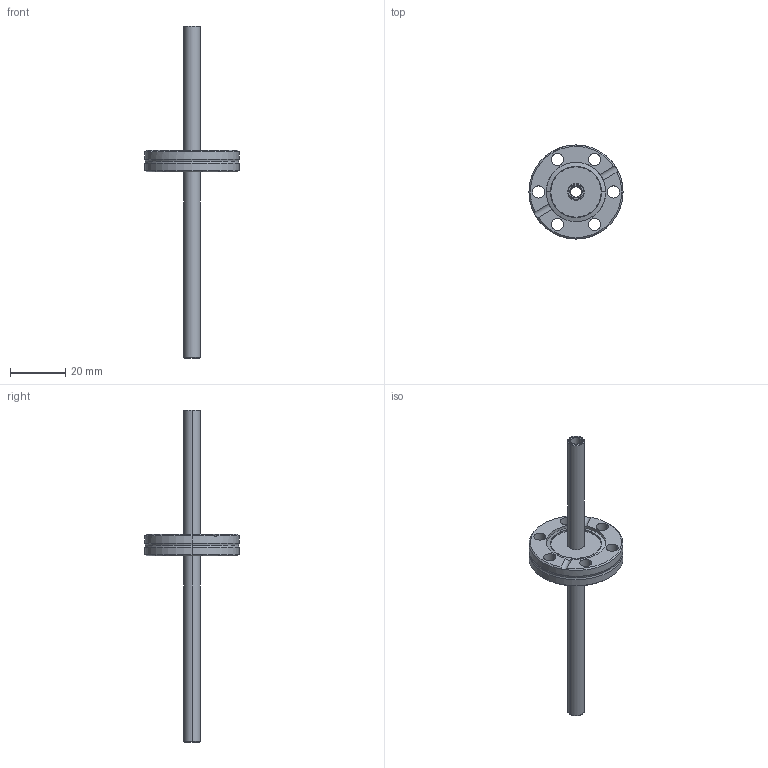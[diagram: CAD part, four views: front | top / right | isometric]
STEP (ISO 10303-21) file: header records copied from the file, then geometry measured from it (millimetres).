
FILE_DESCRIPTION (( 'STEP AP214' ), '1' );
FILE_NAME ('420XFL016-PP.stp', '2017-06-01T05:10:28', ( '' ), ( '' ), 'SwSTEP 2.0', 'SolidWorks 2015', '' );
FILE_SCHEMA (( 'AUTOMOTIVE_DESIGN' ));
Length unit declared in the file: millimetre
Products named in the file (1): 420XFL016-PP
Bounding box: 34 x 34 x 120 mm (x, y, z)
Volume: 7562.2 mm3; surface area: 6774 mm2
Topology: 1 solids, 1 shells, 55 faces, 130 edges, 79 vertices
Faces by surface type: cylinder 26, cone 17, torus 6, plane 6
Entity records: 2306 total; most frequent: CARTESIAN_POINT 321, DIRECTION 313, ORIENTED_EDGE 260, AXIS2_PLACEMENT_3D 135, EDGE_CURVE 130, VERTEX_POINT 79, CIRCLE 79, EDGE_LOOP 71
